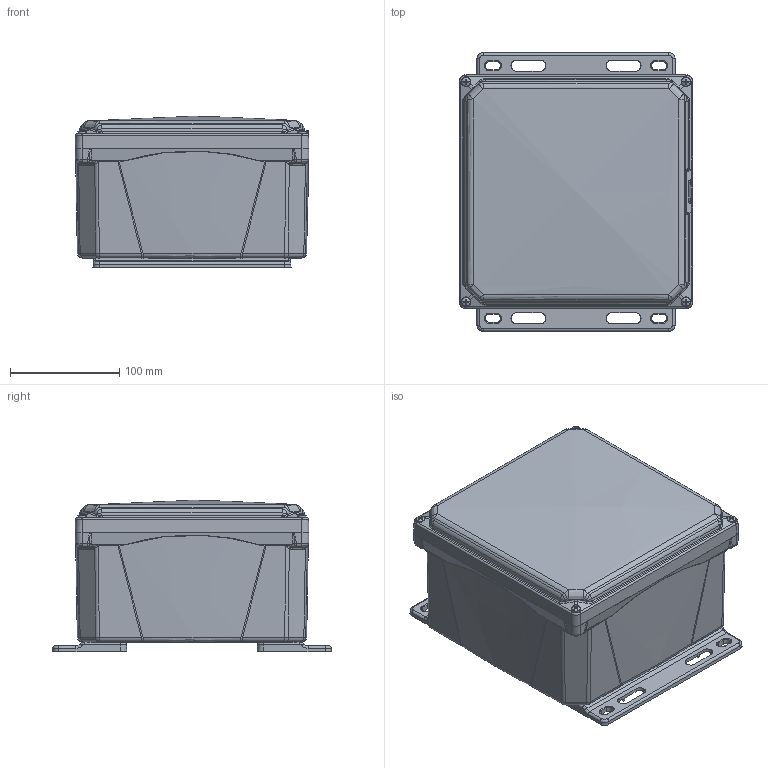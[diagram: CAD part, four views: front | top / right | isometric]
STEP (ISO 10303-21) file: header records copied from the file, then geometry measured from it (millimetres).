
FILE_DESCRIPTION((''),'2;1');
FILE_NAME('H8084SF_ASM','2016-12-09T',('tstokes'),(''),'CREO PARAMETRIC BY PTC INC, 2016050','CREO PARAMETRIC BY PTC INC, 2016050','');
FILE_SCHEMA(('CONFIG_CONTROL_DESIGN'));
Length unit declared in the file: inch
Products named in the file (9): H884BS; 9912525-80-10; 9912521-80-10; H884BS_ASM; H88CSO; MFLK8; 9912530-82-10; 9912538-82-10; H8084SF_ASM
Assembly tree (26 placements, depth 3):
  H8084SF_ASM
    H884BS_ASM
      H884BS
      9912525-80-10  x8
      9912521-80-10  x4
    H88CSO
    MFLK8  x2
    9912530-82-10  x5
    9912538-82-10  x4
Bounding box: 214.38 x 255.52 x 138.81 mm (x, y, z)
Volume: 866139.2 mm3; surface area: 483194.7 mm2
Topology: 25 solids, 25 shells, 3473 faces, 8163 edges, 4867 vertices
Faces by surface type: cylinder 1440, plane 793, bspline 764, cone 260, sphere 120, torus 96
Entity records: 91166 total; most frequent: CARTESIAN_POINT 45867, ORIENTED_EDGE 10068, DIRECTION 8476, EDGE_CURVE 5034, AXIS2_PLACEMENT_3D 3277, VERTEX_POINT 2929, EDGE_LOOP 2259, FACE_OUTER_BOUND 2177
